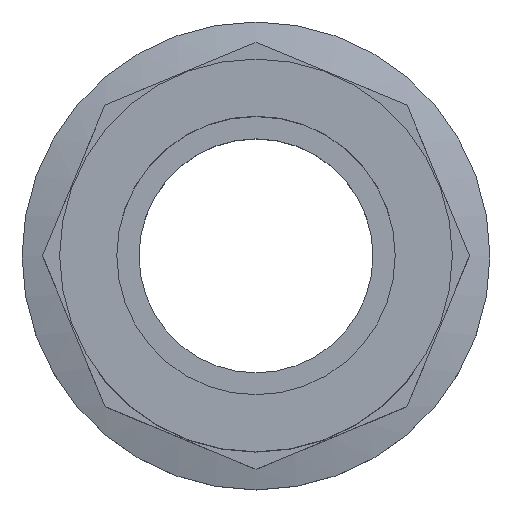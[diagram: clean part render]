
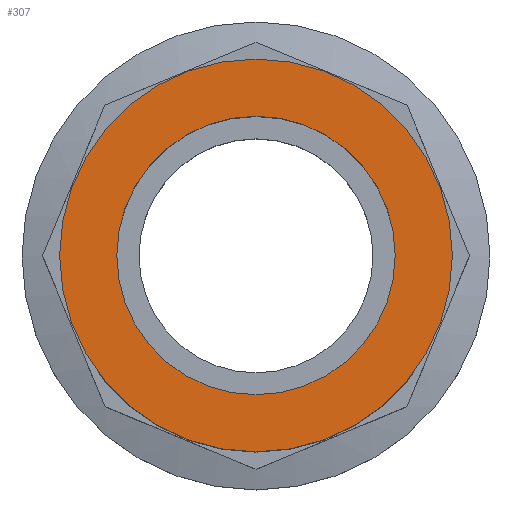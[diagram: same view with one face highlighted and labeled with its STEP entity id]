
A CAD part, top view. The second image highlights one B-rep face of the part: STEP entity #307.
In plain terms, the highlighted planar face has unit normal (0, 0, 1).
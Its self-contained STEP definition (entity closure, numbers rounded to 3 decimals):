
#64=PLANE($,#340);
#75=FACE_BOUND($,#125,.T.);
#76=FACE_BOUND($,#126,.T.);
#125=EDGE_LOOP($,(#273));
#126=EDGE_LOOP($,(#274));
#135=CIRCLE($,#316,8.331);
#143=CIRCLE($,#339,11.75);
#147=VERTEX_POINT($,#434);
#171=VERTEX_POINT($,#521);
#175=EDGE_CURVE($,#147,#147,#135,.T.);
#207=EDGE_CURVE($,#171,#171,#143,.T.);
#273=ORIENTED_EDGE($,*,*,#175,.T.);
#274=ORIENTED_EDGE($,*,*,#207,.T.);
#307=ADVANCED_FACE($,(#75,#76),#64,.T.);
#316=AXIS2_PLACEMENT_3D($,#435,#352,#353);
#339=AXIS2_PLACEMENT_3D($,#522,#414,#415);
#340=AXIS2_PLACEMENT_3D($,#523,#416,#417);
#352=DIRECTION('center_axis',(0.,0.,-1.));
#353=DIRECTION('ref_axis',(-1.,0.,0.));
#414=DIRECTION('center_axis',(0.,0.,1.));
#415=DIRECTION('ref_axis',(0.,-1.,0.));
#416=DIRECTION('center_axis',(0.,0.,1.));
#417=DIRECTION('ref_axis',(1.,0.,0.));
#434=CARTESIAN_POINT('',(8.331,0.,36.));
#435=CARTESIAN_POINT('Origin',(0.,0.,36.));
#521=CARTESIAN_POINT('',(0.,-11.75,36.));
#522=CARTESIAN_POINT('Origin',(0.,0.,36.));
#523=CARTESIAN_POINT('Origin',(0.,-10.2,36.));
